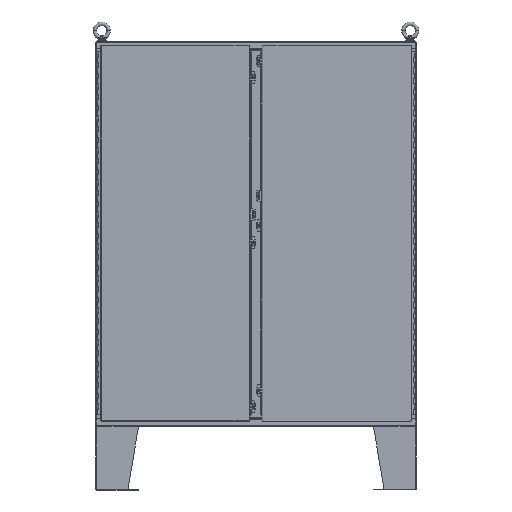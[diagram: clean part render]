
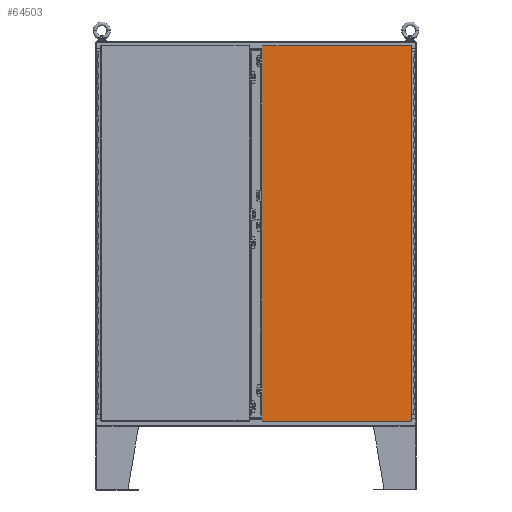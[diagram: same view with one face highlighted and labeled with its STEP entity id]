
A CAD part, front view. The second image highlights one B-rep face of the part: STEP entity #64503.
In plain terms, the highlighted planar face has unit normal (0, -1, 0).
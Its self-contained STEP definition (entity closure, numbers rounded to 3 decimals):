
#2806 = DIRECTION ( 'NONE',  ( 0., 0., 1. ) ) ;
#6652 = VECTOR ( 'NONE', #2806, 39.37 ) ;
#12580 = LINE ( 'NONE', #60607, #40462 ) ;
#12938 = CARTESIAN_POINT ( 'NONE',  ( 29.013, -13.78, -35.045 ) ) ;
#17438 = ORIENTED_EDGE ( 'NONE', *, *, #107880, .F. ) ;
#25758 = CARTESIAN_POINT ( 'NONE',  ( 1.299, -13.78, 35.257 ) ) ;
#27770 = EDGE_CURVE ( 'NONE', #34537, #109622, #12580, .T. ) ;
#28136 = PLANE ( 'NONE',  #45304 ) ;
#34537 = VERTEX_POINT ( 'NONE', #84086 ) ;
#35201 = ORIENTED_EDGE ( 'NONE', *, *, #27770, .F. ) ;
#38119 = CARTESIAN_POINT ( 'NONE',  ( 29.013, -13.78, -35.044 ) ) ;
#39083 = ORIENTED_EDGE ( 'NONE', *, *, #82380, .F. ) ;
#39329 = VECTOR ( 'NONE', #90561, 39.37 ) ;
#40462 = VECTOR ( 'NONE', #41297, 39.37 ) ;
#41297 = DIRECTION ( 'NONE',  ( 0., 0., -1. ) ) ;
#42550 = CARTESIAN_POINT ( 'NONE',  ( 29.013, -13.78, -35.044 ) ) ;
#45304 = AXIS2_PLACEMENT_3D ( 'NONE', #38119, #77389, #122973 ) ;
#52502 = LINE ( 'NONE', #42550, #39329 ) ;
#59568 = LINE ( 'NONE', #88285, #6652 ) ;
#60607 = CARTESIAN_POINT ( 'NONE',  ( 29.013, -13.78, 35.256 ) ) ;
#64217 = EDGE_CURVE ( 'NONE', #109622, #75894, #52502, .T. ) ;
#64503 = ADVANCED_FACE ( 'NONE', ( #113624 ), #28136, .F. ) ;
#70615 = CARTESIAN_POINT ( 'NONE',  ( 1.299, -13.78, 35.257 ) ) ;
#75894 = VERTEX_POINT ( 'NONE', #107208 ) ;
#77389 = DIRECTION ( 'NONE',  ( 0., 1., 0. ) ) ;
#81215 = VERTEX_POINT ( 'NONE', #25758 ) ;
#81817 = LINE ( 'NONE', #70615, #83791 ) ;
#82380 = EDGE_CURVE ( 'NONE', #81215, #34537, #81817, .T. ) ;
#83791 = VECTOR ( 'NONE', #119871, 39.37 ) ;
#84086 = CARTESIAN_POINT ( 'NONE',  ( 29.013, -13.78, 35.256 ) ) ;
#88285 = CARTESIAN_POINT ( 'NONE',  ( 1.299, -13.78, -35.044 ) ) ;
#90561 = DIRECTION ( 'NONE',  ( -1., 0., 0. ) ) ;
#107208 = CARTESIAN_POINT ( 'NONE',  ( 1.299, -13.78, -35.044 ) ) ;
#107880 = EDGE_CURVE ( 'NONE', #75894, #81215, #59568, .T. ) ;
#109622 = VERTEX_POINT ( 'NONE', #12938 ) ;
#113509 = ORIENTED_EDGE ( 'NONE', *, *, #64217, .F. ) ;
#113624 = FACE_OUTER_BOUND ( 'NONE', #116748, .T. ) ;
#116748 = EDGE_LOOP ( 'NONE', ( #39083, #17438, #113509, #35201 ) ) ;
#119871 = DIRECTION ( 'NONE',  ( 1., 0., 0. ) ) ;
#122973 = DIRECTION ( 'NONE',  ( 0., 0., -1. ) ) ;
